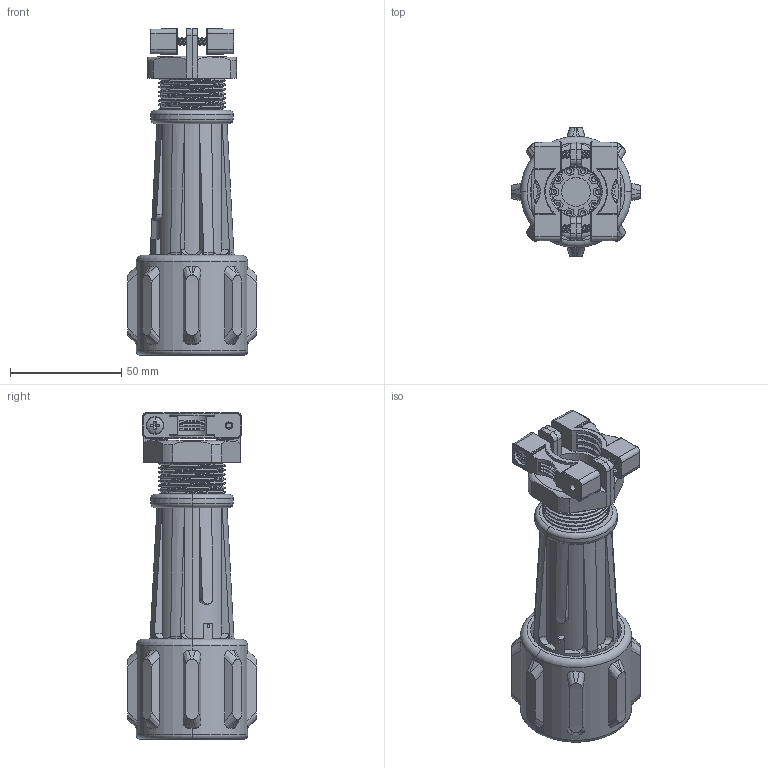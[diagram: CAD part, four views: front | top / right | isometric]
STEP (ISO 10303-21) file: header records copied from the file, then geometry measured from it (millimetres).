
FILE_DESCRIPTION(('STEP AP242'),'1');
FILE_NAME('pxa911-10-p.stp','2024-02-01T19:55:04',('TraceParts'),('TraceParts S.A.'),'Spatial InterOp 3D',' ',' ');
FILE_SCHEMA(('AP242_MANAGED_MODEL_BASED_3D_ENGINEERING_MIM_LF {1 0 10303 442 1 1 4}'));
Length unit declared in the file: millimetre
Products named in the file (1): pxa911-10-p_1
Bounding box: 58 x 58 x 146.75 mm (x, y, z)
Volume: 115033.7 mm3; surface area: 74511.7 mm2
Topology: 2 solids, 2 shells, 1887 faces, 5023 edges, 3220 vertices
Faces by surface type: plane 1095, cylinder 458, bspline 145, cone 132, sphere 32, torus 25
Entity records: 97767 total; most frequent: CARTESIAN_POINT 52326, ORIENTED_EDGE 9966, DIRECTION 8551, EDGE_CURVE 4983, LINE 3295, VECTOR 3295, VERTEX_POINT 3220, AXIS2_PLACEMENT_3D 2628
